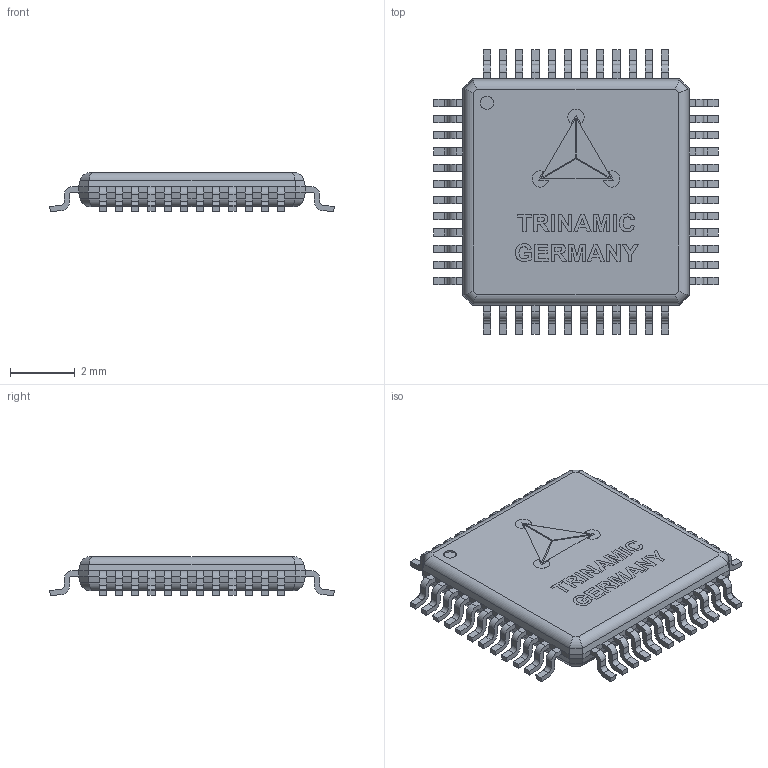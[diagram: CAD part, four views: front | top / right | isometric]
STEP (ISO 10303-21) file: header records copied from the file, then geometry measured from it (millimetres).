
FILE_DESCRIPTION(/* description */ (''),/* implementation_level */ '2;1');
FILE_NAME(/* name */ 'Trinamic - TQFP-48 EP 7x7.step',/* time_stamp */ '2020-04-30T02:55:36+01:00',/* author */ (''),/* organization */ (''),/* preprocessor_version */ 'ST-DEVELOPER v18.1',/* originating_system */ 'Autodesk Translation Framework v9.2.0.1227',/* authorisation */ '');
FILE_SCHEMA (('AUTOMOTIVE_DESIGN { 1 0 10303 214 3 1 1 }'));
Length unit declared in the file: millimetre
Products named in the file (1): Trinamic - TQFP-48 EP 7x7
Bounding box: 8.78 x 8.78 x 1.2 mm (x, y, z)
Volume: 51.7 mm3; surface area: 165 mm2
Topology: 1 solids, 1 shells, 993 faces, 2668 edges, 1704 vertices
Faces by surface type: plane 715, cylinder 212, bspline 66
Full cylindrical faces by diameter (mm): 0.4 x1
Entity records: 31858 total; most frequent: CARTESIAN_POINT 6488, ORIENTED_EDGE 5336, DIRECTION 4800, EDGE_CURVE 2668, LINE 2128, VECTOR 2128, VERTEX_POINT 1704, AXIS2_PLACEMENT_3D 1336
